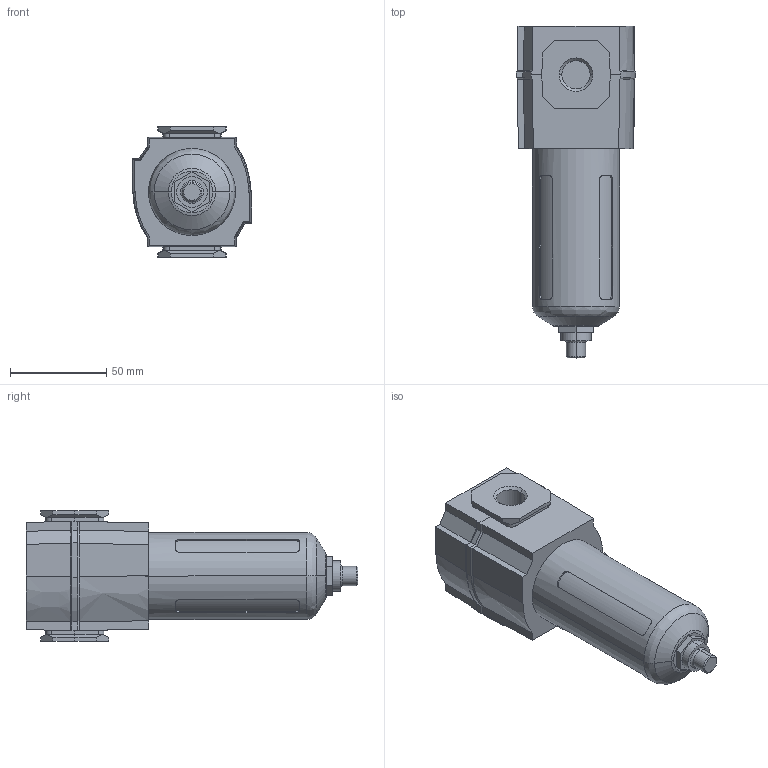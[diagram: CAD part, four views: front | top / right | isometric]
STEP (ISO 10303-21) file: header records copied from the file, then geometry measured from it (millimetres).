
FILE_DESCRIPTION (( 'STEP AP214' ), '1' );
FILE_NAME ('Norgren-F73G-3AN-AP3.step', '2019-03-03T01:36:20', ( '' ), ( '' ), 'SwSTEP 2.0', 'SolidWorks 2019', '' );
FILE_SCHEMA (( 'AUTOMOTIVE_DESIGN' ));
Length unit declared in the file: millimetre
Products named in the file (6): Norgren-F73G-3AN-AP3_F73GC_73p_A; Norgren-F73G-3AN-AP3_F73GC_ss_75; Norgren-F73G-3AN-AP3; Norgren-F73G-3AN-AP3_F73GC_73g-3_N; Norgren-F73G-3AN-AP3_F73GC_ss_25_A; Norgren-F73G-3AN-AP3_F73GC_ss_59
Assembly tree (5 placements, depth 3):
  Norgren-F73G-3AN-AP3
    Norgren-F73G-3AN-AP3_F73GC_73p_A
      Norgren-F73G-3AN-AP3_F73GC_ss_25_A
      Norgren-F73G-3AN-AP3_F73GC_ss_75
    Norgren-F73G-3AN-AP3_F73GC_73g-3_N
      Norgren-F73G-3AN-AP3_F73GC_ss_59
Bounding box: 62.3 x 172.8 x 68 mm (x, y, z)
Volume: 226175.9 mm3; surface area: 51975.6 mm2
Topology: 3 solids, 3 shells, 224 faces, 552 edges, 343 vertices
Faces by surface type: plane 150, cylinder 42, bspline 24, torus 6, cone 2
Entity records: 9637 total; most frequent: CARTESIAN_POINT 2396, ORIENTED_EDGE 1104, DIRECTION 989, EDGE_CURVE 552, LINE 399, VECTOR 399, VERTEX_POINT 343, AXIS2_PLACEMENT_3D 295
